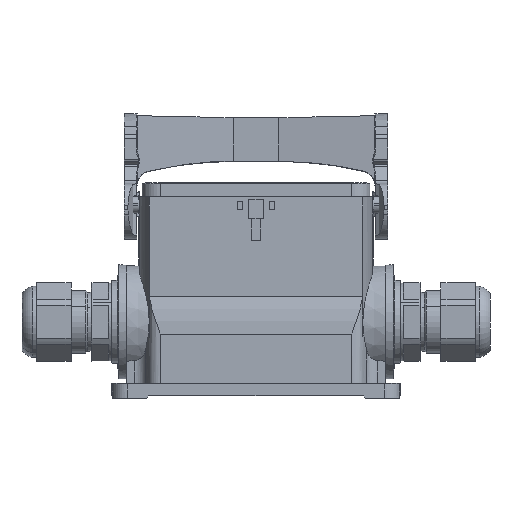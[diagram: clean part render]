
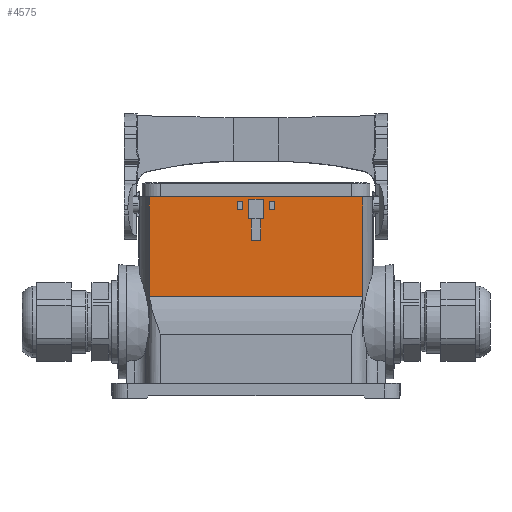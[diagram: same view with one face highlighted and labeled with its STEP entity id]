
A CAD part, front view. The second image highlights one B-rep face of the part: STEP entity #4575.
In plain terms, the highlighted planar face has unit normal (0, -1, 0).
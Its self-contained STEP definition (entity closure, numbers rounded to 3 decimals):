
#3947=FACE_BOUND('',#6244,.T.);
#3948=FACE_BOUND('',#6245,.T.);
#3949=FACE_BOUND('',#6246,.T.);
#3950=FACE_BOUND('',#6247,.T.);
#4575=ADVANCED_FACE('',(#3947,#3948,#3949,#3950),#5170,.T.);
#5170=PLANE('',#17877);
#6244=EDGE_LOOP('',(#7843,#7844,#7845,#7846));
#6245=EDGE_LOOP('',(#7847,#7848,#7849,#7850));
#6246=EDGE_LOOP('',(#7851,#7852,#7853,#7854,#7855,#7856,#7857,#7858));
#6247=EDGE_LOOP('',(#7859,#7860,#7861,#7862));
#7843=ORIENTED_EDGE('',*,*,#12028,.F.);
#7844=ORIENTED_EDGE('',*,*,#12029,.F.);
#7845=ORIENTED_EDGE('',*,*,#12030,.F.);
#7846=ORIENTED_EDGE('',*,*,#12031,.F.);
#7847=ORIENTED_EDGE('',*,*,#12032,.F.);
#7848=ORIENTED_EDGE('',*,*,#12033,.T.);
#7849=ORIENTED_EDGE('',*,*,#11916,.T.);
#7850=ORIENTED_EDGE('',*,*,#12034,.T.);
#7851=ORIENTED_EDGE('',*,*,#12035,.T.);
#7852=ORIENTED_EDGE('',*,*,#12036,.T.);
#7853=ORIENTED_EDGE('',*,*,#12037,.T.);
#7854=ORIENTED_EDGE('',*,*,#12038,.T.);
#7855=ORIENTED_EDGE('',*,*,#12039,.T.);
#7856=ORIENTED_EDGE('',*,*,#12040,.T.);
#7857=ORIENTED_EDGE('',*,*,#12041,.T.);
#7858=ORIENTED_EDGE('',*,*,#12042,.T.);
#7859=ORIENTED_EDGE('',*,*,#12043,.F.);
#7860=ORIENTED_EDGE('',*,*,#12044,.F.);
#7861=ORIENTED_EDGE('',*,*,#12045,.F.);
#7862=ORIENTED_EDGE('',*,*,#12046,.F.);
#10664=VERTEX_POINT('',#24026);
#10665=VERTEX_POINT('',#24028);
#10753=VERTEX_POINT('',#24367);
#10754=VERTEX_POINT('',#24368);
#10755=VERTEX_POINT('',#24370);
#10756=VERTEX_POINT('',#24372);
#10757=VERTEX_POINT('',#24375);
#10758=VERTEX_POINT('',#24376);
#10759=VERTEX_POINT('',#24380);
#10760=VERTEX_POINT('',#24381);
#10761=VERTEX_POINT('',#24383);
#10762=VERTEX_POINT('',#24385);
#10763=VERTEX_POINT('',#24387);
#10764=VERTEX_POINT('',#24389);
#10765=VERTEX_POINT('',#24391);
#10766=VERTEX_POINT('',#24393);
#10767=VERTEX_POINT('',#24396);
#10768=VERTEX_POINT('',#24397);
#10769=VERTEX_POINT('',#24399);
#10770=VERTEX_POINT('',#24401);
#11916=EDGE_CURVE('',#10665,#10664,#14496,.T.);
#12028=EDGE_CURVE('',#10753,#10754,#14551,.T.);
#12029=EDGE_CURVE('',#10755,#10753,#14552,.T.);
#12030=EDGE_CURVE('',#10756,#10755,#14553,.T.);
#12031=EDGE_CURVE('',#10754,#10756,#14554,.T.);
#12032=EDGE_CURVE('',#10757,#10758,#14555,.T.);
#12033=EDGE_CURVE('',#10757,#10665,#14556,.T.);
#12034=EDGE_CURVE('',#10664,#10758,#14557,.T.);
#12035=EDGE_CURVE('',#10759,#10760,#14558,.T.);
#12036=EDGE_CURVE('',#10760,#10761,#14559,.T.);
#12037=EDGE_CURVE('',#10761,#10762,#14560,.T.);
#12038=EDGE_CURVE('',#10762,#10763,#14561,.T.);
#12039=EDGE_CURVE('',#10763,#10764,#14562,.T.);
#12040=EDGE_CURVE('',#10764,#10765,#14563,.T.);
#12041=EDGE_CURVE('',#10765,#10766,#14564,.T.);
#12042=EDGE_CURVE('',#10766,#10759,#14565,.T.);
#12043=EDGE_CURVE('',#10767,#10768,#14566,.T.);
#12044=EDGE_CURVE('',#10769,#10767,#14567,.T.);
#12045=EDGE_CURVE('',#10770,#10769,#14568,.T.);
#12046=EDGE_CURVE('',#10768,#10770,#14569,.T.);
#14496=LINE('',#24027,#15738);
#14551=LINE('',#24366,#15793);
#14552=LINE('',#24369,#15794);
#14553=LINE('',#24371,#15795);
#14554=LINE('',#24373,#15796);
#14555=LINE('',#24374,#15797);
#14556=LINE('',#24377,#15798);
#14557=LINE('',#24378,#15799);
#14558=LINE('',#24379,#15800);
#14559=LINE('',#24382,#15801);
#14560=LINE('',#24384,#15802);
#14561=LINE('',#24386,#15803);
#14562=LINE('',#24388,#15804);
#14563=LINE('',#24390,#15805);
#14564=LINE('',#24392,#15806);
#14565=LINE('',#24394,#15807);
#14566=LINE('',#24395,#15808);
#14567=LINE('',#24398,#15809);
#14568=LINE('',#24400,#15810);
#14569=LINE('',#24402,#15811);
#15738=VECTOR('',#19807,1.);
#15793=VECTOR('',#19982,1.);
#15794=VECTOR('',#19983,1.);
#15795=VECTOR('',#19984,1.);
#15796=VECTOR('',#19985,1.);
#15797=VECTOR('',#19986,1.);
#15798=VECTOR('',#19987,1.);
#15799=VECTOR('',#19988,1.);
#15800=VECTOR('',#19989,1.);
#15801=VECTOR('',#19990,1.);
#15802=VECTOR('',#19991,1.);
#15803=VECTOR('',#19992,1.);
#15804=VECTOR('',#19993,1.);
#15805=VECTOR('',#19994,1.);
#15806=VECTOR('',#19995,1.);
#15807=VECTOR('',#19996,1.);
#15808=VECTOR('',#19997,1.);
#15809=VECTOR('',#19998,1.);
#15810=VECTOR('',#19999,1.);
#15811=VECTOR('',#20000,1.);
#17877=AXIS2_PLACEMENT_3D('',#24403,#20001,#20002);
#19807=DIRECTION('',(-1.,0.,0.));
#19982=DIRECTION('',(0.,0.,1.));
#19983=DIRECTION('',(1.,0.,0.));
#19984=DIRECTION('',(0.,0.,-1.));
#19985=DIRECTION('',(-1.,0.,0.));
#19986=DIRECTION('',(-1.,0.,0.));
#19987=DIRECTION('',(0.,0.,1.));
#19988=DIRECTION('',(0.,0.,-1.));
#19989=DIRECTION('',(0.017,0.,-1.));
#19990=DIRECTION('',(-1.,0.,0.));
#19991=DIRECTION('',(0.,0.,-1.));
#19992=DIRECTION('',(-1.,0.,0.));
#19993=DIRECTION('',(0.,0.,1.));
#19994=DIRECTION('',(-1.,0.,0.));
#19995=DIRECTION('',(0.017,0.,1.));
#19996=DIRECTION('',(1.,0.,0.));
#19997=DIRECTION('',(1.,0.,0.));
#19998=DIRECTION('',(0.,0.,-1.));
#19999=DIRECTION('',(-1.,0.,0.));
#20000=DIRECTION('',(0.,0.,1.));
#20001=DIRECTION('',(0.,-1.,0.));
#20002=DIRECTION('',(-1.,0.,0.));
#24026=CARTESIAN_POINT('',(-43.6,-22.5,5.7));
#24027=CARTESIAN_POINT('',(0.,-22.5,5.7));
#24028=CARTESIAN_POINT('',(43.6,-22.5,5.7));
#24366=CARTESIAN_POINT('',(-5.5,-22.5,5.7));
#24367=CARTESIAN_POINT('',(-5.5,-22.5,0.6));
#24368=CARTESIAN_POINT('',(-5.5,-22.5,4.));
#24369=CARTESIAN_POINT('',(-7.7,-22.5,0.6));
#24370=CARTESIAN_POINT('',(-7.7,-22.5,0.6));
#24371=CARTESIAN_POINT('',(-7.7,-22.5,4.));
#24372=CARTESIAN_POINT('',(-7.7,-22.5,4.));
#24373=CARTESIAN_POINT('',(-5.5,-22.5,4.));
#24374=CARTESIAN_POINT('',(43.6,-22.5,-35.001));
#24375=CARTESIAN_POINT('',(43.6,-22.5,-35.001));
#24376=CARTESIAN_POINT('',(-43.6,-22.5,-35.001));
#24377=CARTESIAN_POINT('',(43.6,-22.5,5.7));
#24378=CARTESIAN_POINT('',(-43.6,-22.5,5.7));
#24379=CARTESIAN_POINT('',(2.047,-22.5,-5.964));
#24380=CARTESIAN_POINT('',(1.86,-22.5,4.75));
#24381=CARTESIAN_POINT('',(2.001,-22.5,-3.285));
#24382=CARTESIAN_POINT('',(0.,-22.5,-3.285));
#24383=CARTESIAN_POINT('',(2.,-22.5,-3.285));
#24384=CARTESIAN_POINT('',(2.,-22.5,-6.));
#24385=CARTESIAN_POINT('',(2.,-22.5,-11.95));
#24386=CARTESIAN_POINT('',(0.,-22.5,-11.95));
#24387=CARTESIAN_POINT('',(-2.,-22.5,-11.95));
#24388=CARTESIAN_POINT('',(-2.,-22.5,-6.));
#24389=CARTESIAN_POINT('',(-2.,-22.5,-3.285));
#24390=CARTESIAN_POINT('',(0.,-22.5,-3.285));
#24391=CARTESIAN_POINT('',(-2.001,-22.5,-3.285));
#24392=CARTESIAN_POINT('',(-2.047,-22.5,-5.964));
#24393=CARTESIAN_POINT('',(-1.86,-22.5,4.75));
#24394=CARTESIAN_POINT('',(-2.,-22.5,4.75));
#24395=CARTESIAN_POINT('',(5.5,-22.5,0.6));
#24396=CARTESIAN_POINT('',(5.5,-22.5,0.6));
#24397=CARTESIAN_POINT('',(7.7,-22.5,0.6));
#24398=CARTESIAN_POINT('',(5.5,-22.5,4.));
#24399=CARTESIAN_POINT('',(5.5,-22.5,4.));
#24400=CARTESIAN_POINT('',(7.7,-22.5,4.));
#24401=CARTESIAN_POINT('',(7.7,-22.5,4.));
#24402=CARTESIAN_POINT('',(7.7,-22.5,0.6));
#24403=CARTESIAN_POINT('',(0.,-22.5,5.7));
